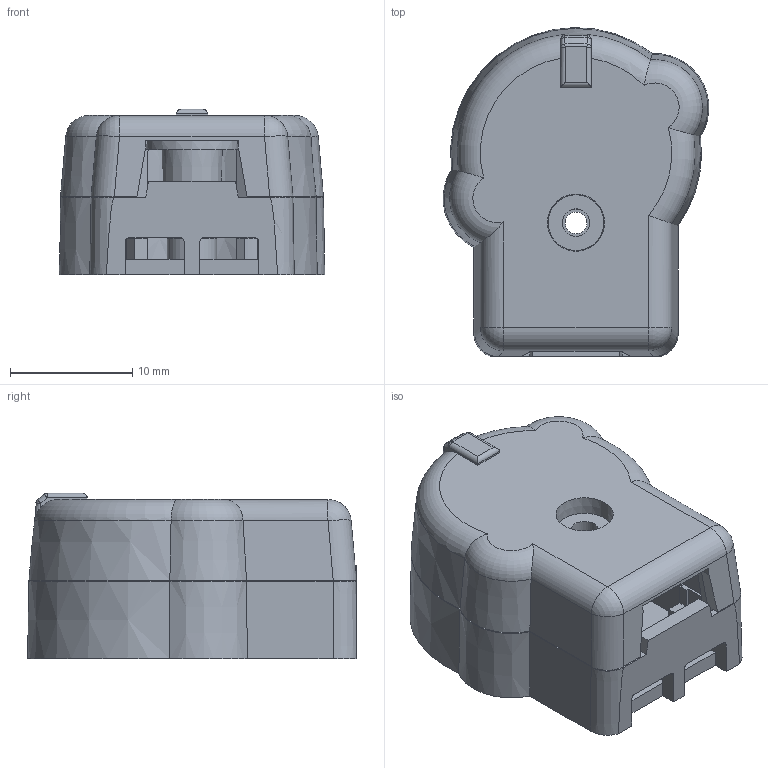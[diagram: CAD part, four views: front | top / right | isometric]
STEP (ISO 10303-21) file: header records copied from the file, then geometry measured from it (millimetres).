
FILE_DESCRIPTION (( 'STEP AP214' ), '1' );
FILE_NAME ('Housing.STEP', '2019-11-27T19:05:39', ( '' ), ( '' ), 'SwSTEP 2.0', 'SolidWorks 2015', '' );
FILE_SCHEMA (( 'AUTOMOTIVE_DESIGN' ));
Length unit declared in the file: inch
Products named in the file (3): cover rev_D; Housing; top_rev_E
Assembly tree (2 placements, depth 2):
  Housing
    top_rev_E
    cover rev_D
Bounding box: 21.73 x 26.91 x 13.54 mm (x, y, z)
Volume: 2223.4 mm3; surface area: 4281.3 mm2
Topology: 2 solids, 2 shells, 227 faces, 640 edges, 417 vertices
Faces by surface type: plane 142, cone 38, cylinder 29, torus 7, sphere 6, bspline 5
Full cylindrical faces by diameter (mm): 1.778 x1, 2.261 x1, 2.642 x2, 4.064 x1, 6.731 x1
Entity records: 7583 total; most frequent: CARTESIAN_POINT 1713, ORIENTED_EDGE 1250, DIRECTION 1135, EDGE_CURVE 625, VERTEX_POINT 414, VECTOR 405, LINE 405, AXIS2_PLACEMENT_3D 365
